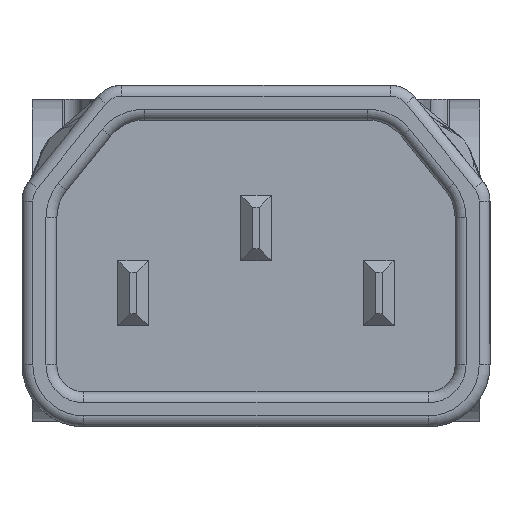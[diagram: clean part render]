
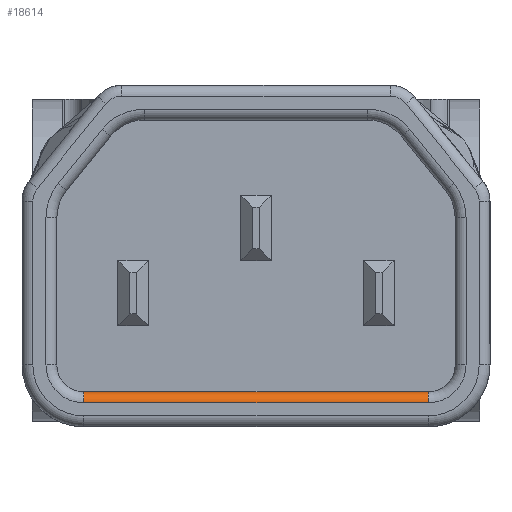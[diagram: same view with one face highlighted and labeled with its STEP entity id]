
A CAD part, left-side view. The second image highlights one B-rep face of the part: STEP entity #18614.
In plain terms, the highlighted cylindrical face has radius 0.635 mm (diameter 1.27 mm), a partial arc.
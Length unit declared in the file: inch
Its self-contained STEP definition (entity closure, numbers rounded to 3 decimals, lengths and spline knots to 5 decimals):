
#45 = CARTESIAN_POINT ( 'NONE',  ( 0., -0.205, -0.3265 ) ) ;
#1135 = EDGE_CURVE ( 'NONE', #3709, #20476, #4393, .T. ) ;
#1231 = DIRECTION ( 'NONE',  ( 0., 0., -1. ) ) ;
#2720 = CARTESIAN_POINT ( 'NONE',  ( -0.457, -0.18, -0.3265 ) ) ;
#2877 = CARTESIAN_POINT ( 'NONE',  ( 0.395, -0.18, -0.3015 ) ) ;
#2899 = VERTEX_POINT ( 'NONE', #18503 ) ;
#3011 = CARTESIAN_POINT ( 'NONE',  ( -0.395, -0.18, -0.3265 ) ) ;
#3247 = LINE ( 'NONE', #45, #7514 ) ;
#3709 = VERTEX_POINT ( 'NONE', #2877 ) ;
#3771 = CARTESIAN_POINT ( 'NONE',  ( -0.457, -0.18, -0.3015 ) ) ;
#3985 = CIRCLE ( 'NONE', #16561, 0.025 ) ;
#4257 = DIRECTION ( 'NONE',  ( 0., 0., -1. ) ) ;
#4393 = CIRCLE ( 'NONE', #8986, 0.025 ) ;
#4837 = DIRECTION ( 'NONE',  ( 1., 0., 0. ) ) ;
#6490 = CYLINDRICAL_SURFACE ( 'NONE', #13224, 0.025 ) ;
#7207 = EDGE_CURVE ( 'NONE', #20476, #2899, #3247, .T. ) ;
#7514 = VECTOR ( 'NONE', #17426, 39.37008 ) ;
#7630 = VECTOR ( 'NONE', #11639, 39.37008 ) ;
#8916 = LINE ( 'NONE', #3771, #7630 ) ;
#8986 = AXIS2_PLACEMENT_3D ( 'NONE', #15617, #15719, #1231 ) ;
#9380 = EDGE_LOOP ( 'NONE', ( #9692, #12459, #19685, #17209 ) ) ;
#9692 = ORIENTED_EDGE ( 'NONE', *, *, #16539, .F. ) ;
#9879 = VERTEX_POINT ( 'NONE', #18826 ) ;
#11639 = DIRECTION ( 'NONE',  ( 1., 0., 0. ) ) ;
#12459 = ORIENTED_EDGE ( 'NONE', *, *, #7207, .F. ) ;
#12511 = DIRECTION ( 'NONE',  ( 0., 0., 1. ) ) ;
#13224 = AXIS2_PLACEMENT_3D ( 'NONE', #2720, #4837, #4257 ) ;
#14178 = DIRECTION ( 'NONE',  ( -1., 0., 0. ) ) ;
#14728 = FACE_OUTER_BOUND ( 'NONE', #9380, .T. ) ;
#15617 = CARTESIAN_POINT ( 'NONE',  ( 0.395, -0.18, -0.3265 ) ) ;
#15719 = DIRECTION ( 'NONE',  ( 1., 0., 0. ) ) ;
#16539 = EDGE_CURVE ( 'NONE', #2899, #9879, #3985, .T. ) ;
#16561 = AXIS2_PLACEMENT_3D ( 'NONE', #3011, #14178, #12511 ) ;
#17209 = ORIENTED_EDGE ( 'NONE', *, *, #18174, .F. ) ;
#17426 = DIRECTION ( 'NONE',  ( -1., 0., 0. ) ) ;
#18174 = EDGE_CURVE ( 'NONE', #9879, #3709, #8916, .T. ) ;
#18503 = CARTESIAN_POINT ( 'NONE',  ( -0.395, -0.205, -0.3265 ) ) ;
#18614 = ADVANCED_FACE ( 'NONE', ( #14728 ), #6490, .T. ) ;
#18826 = CARTESIAN_POINT ( 'NONE',  ( -0.395, -0.18, -0.3015 ) ) ;
#19116 = CARTESIAN_POINT ( 'NONE',  ( 0.395, -0.205, -0.3265 ) ) ;
#19685 = ORIENTED_EDGE ( 'NONE', *, *, #1135, .F. ) ;
#20476 = VERTEX_POINT ( 'NONE', #19116 ) ;
